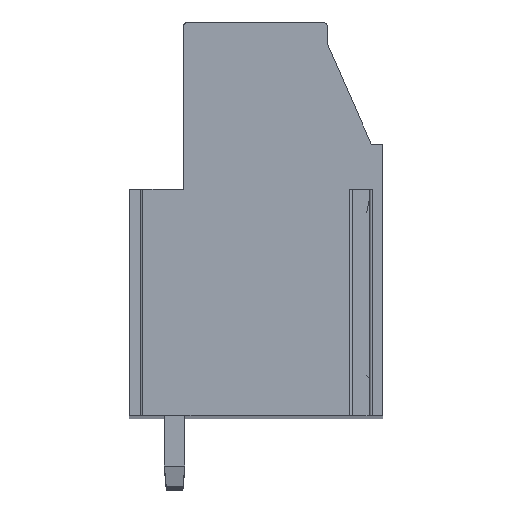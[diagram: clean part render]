
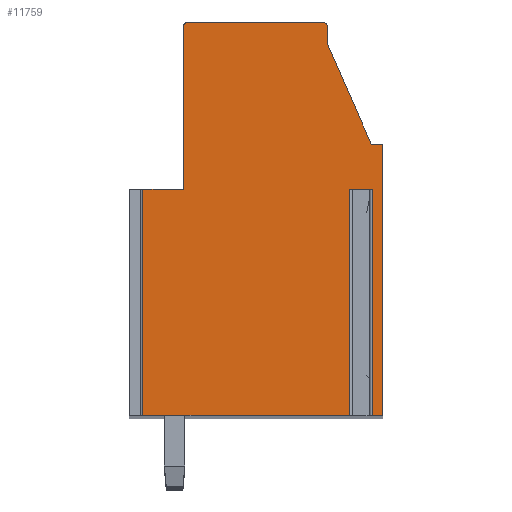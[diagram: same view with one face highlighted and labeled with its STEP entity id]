
A CAD part, top view. The second image highlights one B-rep face of the part: STEP entity #11759.
In plain terms, the highlighted planar face has unit normal (0, 0, 1).
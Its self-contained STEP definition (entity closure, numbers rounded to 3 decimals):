
#147=DIRECTION('',(-1.,0.,0.));
#148=VECTOR('',#147,1.806);
#149=CARTESIAN_POINT('',(-3.2,1.3,2.5));
#150=LINE('',#149,#148);
#1843=DIRECTION('',(1.,0.,0.));
#1844=VECTOR('',#1843,0.989);
#1845=CARTESIAN_POINT('',(4.142,1.3,2.5));
#1846=LINE('',#1845,#1844);
#1847=DIRECTION('',(0.,-1.,0.));
#1848=VECTOR('',#1847,10.);
#1849=CARTESIAN_POINT('',(4.142,1.3,2.5));
#1850=LINE('',#1849,#1848);
#1851=DIRECTION('',(1.,0.,0.));
#1852=VECTOR('',#1851,9.148);
#1853=CARTESIAN_POINT('',(-5.006,-8.7,2.5));
#1854=LINE('',#1853,#1852);
#1855=DIRECTION('',(0.,-1.,0.));
#1856=VECTOR('',#1855,10.);
#1857=CARTESIAN_POINT('',(-5.006,1.3,2.5));
#1858=LINE('',#1857,#1856);
#1859=DIRECTION('',(0.,-1.,0.));
#1860=VECTOR('',#1859,7.2);
#1861=CARTESIAN_POINT('',(-3.2,8.5,2.5));
#1862=LINE('',#1861,#1860);
#1863=CARTESIAN_POINT('',(-3.,8.5,2.5));
#1864=DIRECTION('',(0.,0.,1.));
#1865=DIRECTION('',(0.,1.,0.));
#1866=AXIS2_PLACEMENT_3D('',#1863,#1864,#1865);
#1868=DIRECTION('',(-1.,0.,0.));
#1869=VECTOR('',#1868,5.95);
#1870=CARTESIAN_POINT('',(2.95,8.7,2.5));
#1871=LINE('',#1870,#1869);
#1872=CARTESIAN_POINT('',(2.95,8.5,2.5));
#1873=DIRECTION('',(0.,0.,1.));
#1874=DIRECTION('',(1.,0.,0.));
#1875=AXIS2_PLACEMENT_3D('',#1872,#1873,#1874);
#1877=DIRECTION('',(0.,1.,0.));
#1878=VECTOR('',#1877,0.75);
#1879=CARTESIAN_POINT('',(3.15,7.75,2.5));
#1880=LINE('',#1879,#1878);
#1881=DIRECTION('',(-0.401,0.916,0.));
#1882=VECTOR('',#1881,4.859);
#1883=CARTESIAN_POINT('',(5.1,3.3,2.5));
#1884=LINE('',#1883,#1882);
#1885=DIRECTION('',(-1.,0.,0.));
#1886=VECTOR('',#1885,0.5);
#1887=CARTESIAN_POINT('',(5.6,3.3,2.5));
#1888=LINE('',#1887,#1886);
#1889=DIRECTION('',(0.,1.,0.));
#1890=VECTOR('',#1889,12.);
#1891=CARTESIAN_POINT('',(5.6,-8.7,2.5));
#1892=LINE('',#1891,#1890);
#1893=DIRECTION('',(1.,0.,0.));
#1894=VECTOR('',#1893,0.469);
#1895=CARTESIAN_POINT('',(5.131,-8.7,2.5));
#1896=LINE('',#1895,#1894);
#1897=DIRECTION('',(0.,-1.,0.));
#1898=VECTOR('',#1897,10.);
#1899=CARTESIAN_POINT('',(5.131,1.3,2.5));
#1900=LINE('',#1899,#1898);
#7381=CARTESIAN_POINT('',(5.1,3.3,2.5));
#7382=CARTESIAN_POINT('',(3.15,7.75,2.5));
#7383=VERTEX_POINT('',#7381);
#7384=VERTEX_POINT('',#7382);
#7385=CARTESIAN_POINT('',(3.15,8.5,2.5));
#7386=VERTEX_POINT('',#7385);
#7387=CARTESIAN_POINT('',(2.95,8.7,2.5));
#7388=VERTEX_POINT('',#7387);
#7389=CARTESIAN_POINT('',(-3.,8.7,2.5));
#7390=VERTEX_POINT('',#7389);
#7391=CARTESIAN_POINT('',(-3.2,8.5,2.5));
#7392=VERTEX_POINT('',#7391);
#7393=CARTESIAN_POINT('',(-3.2,1.3,2.5));
#7394=VERTEX_POINT('',#7393);
#7395=CARTESIAN_POINT('',(5.6,-8.7,2.5));
#7396=CARTESIAN_POINT('',(5.6,3.3,2.5));
#7397=VERTEX_POINT('',#7395);
#7398=VERTEX_POINT('',#7396);
#7411=CARTESIAN_POINT('',(4.142,1.3,2.5));
#7412=CARTESIAN_POINT('',(5.131,1.3,2.5));
#7413=VERTEX_POINT('',#7411);
#7414=VERTEX_POINT('',#7412);
#7415=CARTESIAN_POINT('',(-5.006,1.3,2.5));
#7416=CARTESIAN_POINT('',(-5.006,-8.7,2.5));
#7417=VERTEX_POINT('',#7415);
#7418=VERTEX_POINT('',#7416);
#7419=CARTESIAN_POINT('',(5.131,-8.7,2.5));
#7420=VERTEX_POINT('',#7419);
#7421=CARTESIAN_POINT('',(4.142,-8.7,2.5));
#7422=VERTEX_POINT('',#7421);
#11734=CARTESIAN_POINT('',(0.,0.,2.5));
#11735=DIRECTION('',(0.,0.,1.));
#11736=DIRECTION('',(1.,0.,0.));
#11737=AXIS2_PLACEMENT_3D('',#11734,#11735,#11736);
#11738=PLANE('',#11737);
#11740=ORIENTED_EDGE('',*,*,#11739,.F.);
#11742=ORIENTED_EDGE('',*,*,#11741,.T.);
#11743=ORIENTED_EDGE('',*,*,#11368,.F.);
#11744=ORIENTED_EDGE('',*,*,#11726,.F.);
#11745=ORIENTED_EDGE('',*,*,#9615,.F.);
#11746=ORIENTED_EDGE('',*,*,#9852,.F.);
#11747=ORIENTED_EDGE('',*,*,#10974,.F.);
#11748=ORIENTED_EDGE('',*,*,#10988,.F.);
#11749=ORIENTED_EDGE('',*,*,#11104,.F.);
#11750=ORIENTED_EDGE('',*,*,#11118,.F.);
#11751=ORIENTED_EDGE('',*,*,#11132,.F.);
#11752=ORIENTED_EDGE('',*,*,#11146,.F.);
#11753=ORIENTED_EDGE('',*,*,#11160,.F.);
#11754=ORIENTED_EDGE('',*,*,#11384,.F.);
#11756=ORIENTED_EDGE('',*,*,#11755,.F.);
#11757=EDGE_LOOP('',(#11740,#11742,#11743,#11744,#11745,#11746,#11747,#11748,
#11749,#11750,#11751,#11752,#11753,#11754,#11756));
#11758=FACE_OUTER_BOUND('',#11757,.F.);
#1867=CIRCLE('',#1866,0.2);
#1876=CIRCLE('',#1875,0.2);
#9615=EDGE_CURVE('',#7394,#7417,#150,.T.);
#9852=EDGE_CURVE('',#7392,#7394,#1862,.T.);
#10974=EDGE_CURVE('',#7390,#7392,#1867,.T.);
#10988=EDGE_CURVE('',#7388,#7390,#1871,.T.);
#11104=EDGE_CURVE('',#7386,#7388,#1876,.T.);
#11118=EDGE_CURVE('',#7384,#7386,#1880,.T.);
#11132=EDGE_CURVE('',#7383,#7384,#1884,.T.);
#11146=EDGE_CURVE('',#7398,#7383,#1888,.T.);
#11160=EDGE_CURVE('',#7397,#7398,#1892,.T.);
#11368=EDGE_CURVE('',#7418,#7422,#1854,.T.);
#11384=EDGE_CURVE('',#7420,#7397,#1896,.T.);
#11726=EDGE_CURVE('',#7417,#7418,#1858,.T.);
#11739=EDGE_CURVE('',#7413,#7414,#1846,.T.);
#11741=EDGE_CURVE('',#7413,#7422,#1850,.T.);
#11755=EDGE_CURVE('',#7414,#7420,#1900,.T.);
#11759=ADVANCED_FACE('',(#11758),#11738,.T.);
